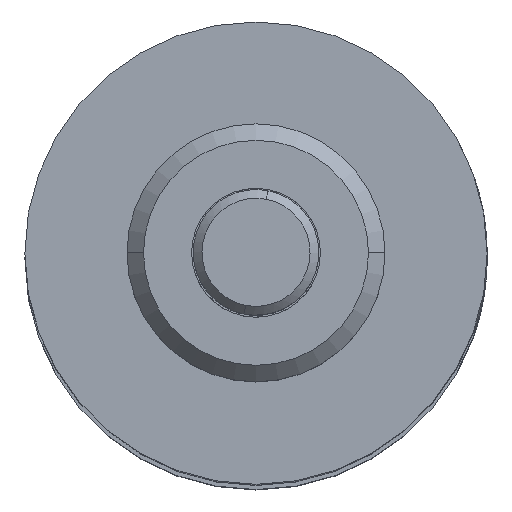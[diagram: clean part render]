
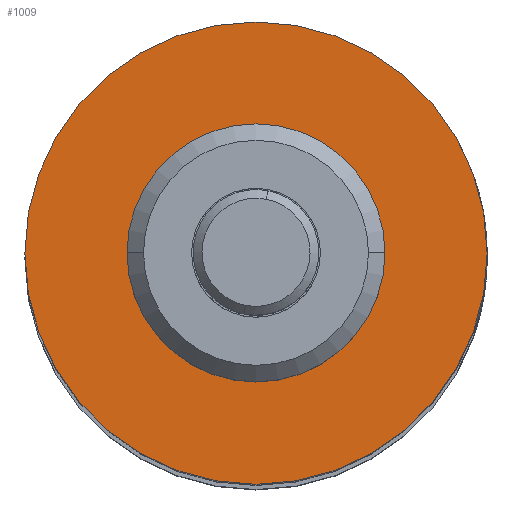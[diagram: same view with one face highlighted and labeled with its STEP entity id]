
A CAD part, top view. The second image highlights one B-rep face of the part: STEP entity #1009.
In plain terms, the highlighted face is planar.
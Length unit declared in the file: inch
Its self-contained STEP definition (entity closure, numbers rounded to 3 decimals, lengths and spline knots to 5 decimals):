
#6 = ORIENTED_EDGE ( 'NONE', *, *, #2683, .F. ) ;
#26 = FACE_OUTER_BOUND ( 'NONE', #1701, .T. ) ;
#83 = CARTESIAN_POINT ( 'NONE',  ( 0.62, 0., 0. ) ) ;
#182 = CARTESIAN_POINT ( 'NONE',  ( 0.62, 0., 0. ) ) ;
#204 = CIRCLE ( 'NONE', #2852, 0.56 ) ;
#240 = CARTESIAN_POINT ( 'NONE',  ( 0.62, 0., 0. ) ) ;
#277 = DIRECTION ( 'NONE',  ( -1., 0., 0. ) ) ;
#293 = CARTESIAN_POINT ( 'NONE',  ( 0.62, 0., 0.31125 ) ) ;
#313 = VERTEX_POINT ( 'NONE', #2810 ) ;
#334 = DIRECTION ( 'NONE',  ( 0., 0., 1. ) ) ;
#426 = DIRECTION ( 'NONE',  ( 0., 0., 1. ) ) ;
#437 = CIRCLE ( 'NONE', #2777, 0.31125 ) ;
#478 = VERTEX_POINT ( 'NONE', #1461 ) ;
#491 = DIRECTION ( 'NONE',  ( 0., 0., 1. ) ) ;
#523 = FACE_BOUND ( 'NONE', #585, .T. ) ;
#585 = EDGE_LOOP ( 'NONE', ( #6, #2136 ) ) ;
#635 = CARTESIAN_POINT ( 'NONE',  ( 0.62, 0., -0.56 ) ) ;
#732 = DIRECTION ( 'NONE',  ( 1., 0., 0. ) ) ;
#943 = AXIS2_PLACEMENT_3D ( 'NONE', #83, #1730, #334 ) ;
#1009 = ADVANCED_FACE ( 'NONE', ( #523, #26 ), #1866, .F. ) ;
#1029 = DIRECTION ( 'NONE',  ( 0., 0., -1. ) ) ;
#1384 = EDGE_CURVE ( 'NONE', #1960, #313, #2128, .T. ) ;
#1461 = CARTESIAN_POINT ( 'NONE',  ( 0.62, 0., -0.31125 ) ) ;
#1676 = CARTESIAN_POINT ( 'NONE',  ( 0.62, 0., 0. ) ) ;
#1688 = EDGE_CURVE ( 'NONE', #313, #1960, #204, .T. ) ;
#1701 = EDGE_LOOP ( 'NONE', ( #2143, #2551 ) ) ;
#1730 = DIRECTION ( 'NONE',  ( -1., 0., 0. ) ) ;
#1818 = DIRECTION ( 'NONE',  ( -1., 0., 0. ) ) ;
#1866 = PLANE ( 'NONE',  #2093 ) ;
#1871 = DIRECTION ( 'NONE',  ( -1., 0., 0. ) ) ;
#1911 = DIRECTION ( 'NONE',  ( 0., 0., 1. ) ) ;
#1939 = VERTEX_POINT ( 'NONE', #293 ) ;
#1960 = VERTEX_POINT ( 'NONE', #635 ) ;
#2093 = AXIS2_PLACEMENT_3D ( 'NONE', #2360, #732, #1029 ) ;
#2128 = CIRCLE ( 'NONE', #2813, 0.56 ) ;
#2136 = ORIENTED_EDGE ( 'NONE', *, *, #3000, .F. ) ;
#2143 = ORIENTED_EDGE ( 'NONE', *, *, #1688, .T. ) ;
#2277 = CIRCLE ( 'NONE', #943, 0.31125 ) ;
#2360 = CARTESIAN_POINT ( 'NONE',  ( 0.62, 0.56, 0. ) ) ;
#2551 = ORIENTED_EDGE ( 'NONE', *, *, #1384, .T. ) ;
#2683 = EDGE_CURVE ( 'NONE', #1939, #478, #437, .T. ) ;
#2777 = AXIS2_PLACEMENT_3D ( 'NONE', #1676, #277, #1911 ) ;
#2810 = CARTESIAN_POINT ( 'NONE',  ( 0.62, 0., 0.56 ) ) ;
#2813 = AXIS2_PLACEMENT_3D ( 'NONE', #240, #1871, #491 ) ;
#2852 = AXIS2_PLACEMENT_3D ( 'NONE', #182, #1818, #426 ) ;
#3000 = EDGE_CURVE ( 'NONE', #478, #1939, #2277, .T. ) ;
